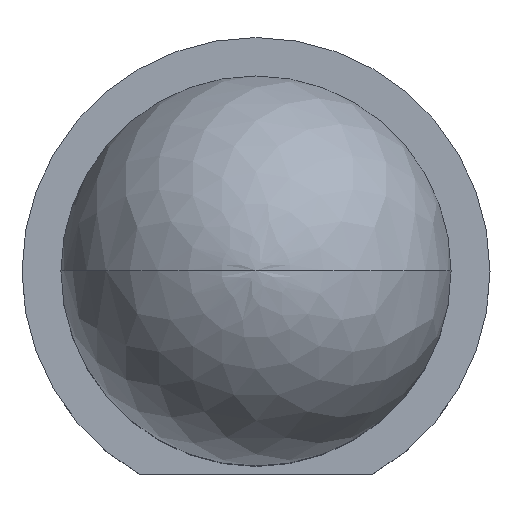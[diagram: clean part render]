
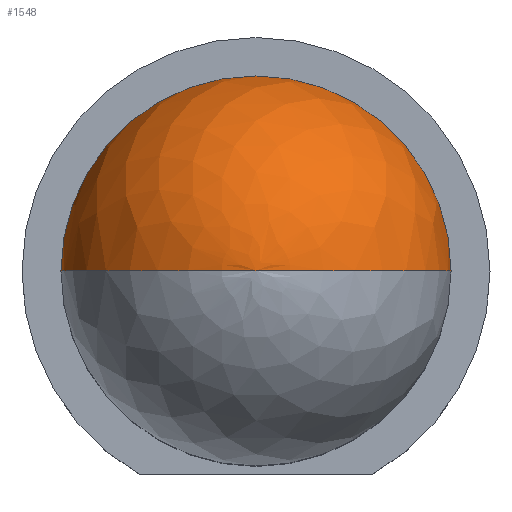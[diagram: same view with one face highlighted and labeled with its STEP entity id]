
A CAD part, top view. The second image highlights one B-rep face of the part: STEP entity #1548.
In plain terms, the highlighted face is a revolution surface.
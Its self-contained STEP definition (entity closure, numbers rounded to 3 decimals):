
#1522 = VERTEX_POINT('',#1523);
#1523 = CARTESIAN_POINT('',(-2.5,0.,5.3));
#1529 = EDGE_CURVE('',#1522,#1530,#1532,.T.);
#1530 = VERTEX_POINT('',#1531);
#1531 = CARTESIAN_POINT('',(2.5,0.,5.3));
#1532 = CIRCLE('',#1533,2.5);
#1533 = AXIS2_PLACEMENT_3D('',#1534,#1535,#1536);
#1534 = CARTESIAN_POINT('',(0.,0.,5.3));
#1535 = DIRECTION('',(0.,0.,-1.));
#1536 = DIRECTION('',(1.,0.,0.));
#1548 = ADVANCED_FACE('',(#1549),#1568,.F.);
#1549 = FACE_BOUND('',#1550,.F.);
#1550 = EDGE_LOOP('',(#1551,#1560,#1567));
#1551 = ORIENTED_EDGE('',*,*,#1552,.T.);
#1552 = EDGE_CURVE('',#1530,#1553,#1555,.T.);
#1553 = VERTEX_POINT('',#1554);
#1554 = CARTESIAN_POINT('',(0.,0.,
    7.993));
#1555 = CIRCLE('',#1556,2.7);
#1556 = AXIS2_PLACEMENT_3D('',#1557,#1558,#1559);
#1557 = CARTESIAN_POINT('',(-0.2,0.,5.3));
#1558 = DIRECTION('',(0.,-1.,0.));
#1559 = DIRECTION('',(0.,0.,-1.));
#1560 = ORIENTED_EDGE('',*,*,#1561,.F.);
#1561 = EDGE_CURVE('',#1522,#1553,#1562,.T.);
#1562 = CIRCLE('',#1563,2.7);
#1563 = AXIS2_PLACEMENT_3D('',#1564,#1565,#1566);
#1564 = CARTESIAN_POINT('',(0.2,0.,5.3));
#1565 = DIRECTION('',(0.,1.,-0.));
#1566 = DIRECTION('',(-1.,0.,0.));
#1567 = ORIENTED_EDGE('',*,*,#1529,.T.);
#1568 = SURFACE_OF_REVOLUTION('',#1569,#1582);
#1569 = B_SPLINE_CURVE_WITH_KNOTS('',6,(#1570,#1571,#1572,#1573,#1574,
    #1575,#1576,#1577,#1578,#1579,#1580,#1581),.UNSPECIFIED.,.F.,.F.,(7,
    5,7),(1.645,2.393,3.142),.UNSPECIFIED.);
#1570 = CARTESIAN_POINT('',(0.,0.,
    7.993));
#1571 = CARTESIAN_POINT('',(-0.336,0.,
    7.968));
#1572 = CARTESIAN_POINT('',(-0.668,0.,
    7.892));
#1573 = CARTESIAN_POINT('',(-0.987,0.,
    7.768));
#1574 = CARTESIAN_POINT('',(-1.283,0.,
    7.596));
#1575 = CARTESIAN_POINT('',(-1.55,0.,
    7.384));
#1576 = CARTESIAN_POINT('',(-2.008,0.,
    6.89));
#1577 = CARTESIAN_POINT('',(-2.2,0.,
    6.609));
#1578 = CARTESIAN_POINT('',(-2.349,0.,
    6.301));
#1579 = CARTESIAN_POINT('',(-2.45,0.,
    5.973));
#1580 = CARTESIAN_POINT('',(-2.5,0.,
    5.637));
#1581 = CARTESIAN_POINT('',(-2.5,0.,5.3));
#1582 = AXIS1_PLACEMENT('',#1583,#1584);
#1583 = CARTESIAN_POINT('',(0.,0.,5.3));
#1584 = DIRECTION('',(0.,0.,1.));
